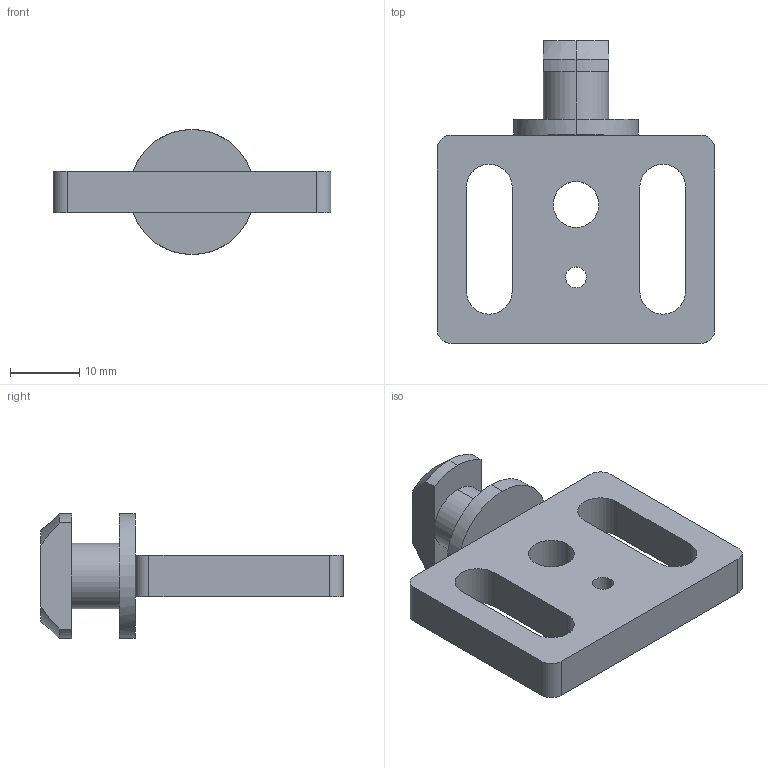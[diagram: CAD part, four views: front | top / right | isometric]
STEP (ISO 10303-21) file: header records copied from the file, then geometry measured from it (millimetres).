
FILE_DESCRIPTION(('STEP AP214'),'1');
FILE_NAME('fath_093sn10.stp','2017-04-17T12:12:36',('TraceParts'),('TraceParts S.A.'),'Spatial InterOp 3D',' ',' ');
FILE_SCHEMA(('automotive_design'));
Length unit declared in the file: millimetre
Products named in the file (1): fath_093sn10
Bounding box: 40 x 43.6 x 18 mm (x, y, z)
Volume: 7064 mm3; surface area: 4381.6 mm2
Topology: 1 solids, 1 shells, 43 faces, 112 edges, 72 vertices
Faces by surface type: cylinder 20, plane 19, cone 4
Entity records: 1729 total; most frequent: CARTESIAN_POINT 248, DIRECTION 246, ORIENTED_EDGE 224, EDGE_CURVE 112, AXIS2_PLACEMENT_3D 94, VERTEX_POINT 72, LINE 58, VECTOR 58
